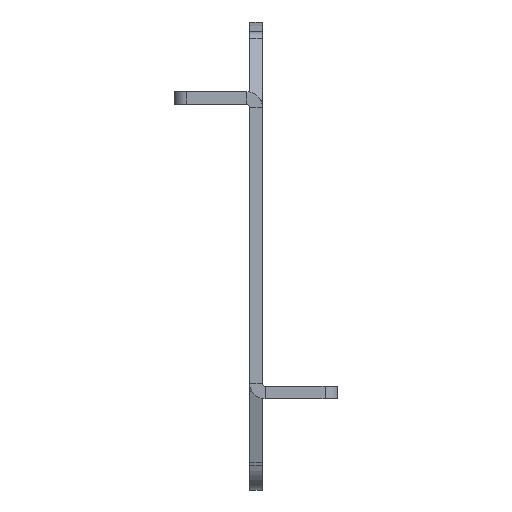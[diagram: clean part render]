
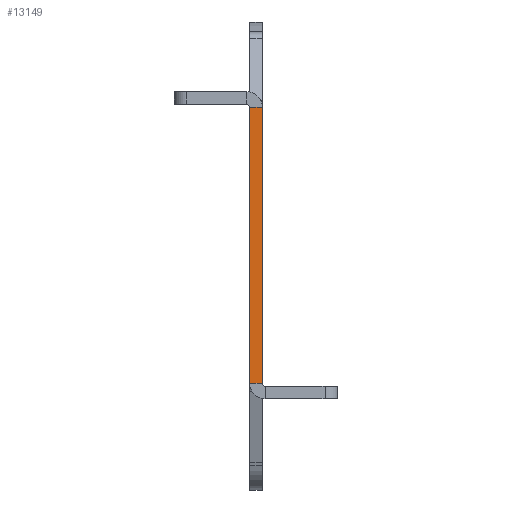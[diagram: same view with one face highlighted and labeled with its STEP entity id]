
A CAD part, left-side view. The second image highlights one B-rep face of the part: STEP entity #13149.
In plain terms, the highlighted planar face has unit normal (-1, 0, 0).
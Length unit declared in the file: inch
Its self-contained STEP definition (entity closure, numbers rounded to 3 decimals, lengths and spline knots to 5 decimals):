
#499 = CARTESIAN_POINT ( 'NONE',  ( 0., 0.125, 0. ) ) ;
#885 = ORIENTED_EDGE ( 'NONE', *, *, #12739, .T. ) ;
#1117 = DIRECTION ( 'NONE',  ( 1., 0., 0. ) ) ;
#1802 = VERTEX_POINT ( 'NONE', #11951 ) ;
#2526 = CARTESIAN_POINT ( 'NONE',  ( 0., 0.125, -2.75 ) ) ;
#2548 = LINE ( 'NONE', #9476, #11015 ) ;
#3336 = EDGE_CURVE ( 'NONE', #11331, #8863, #2548, .T. ) ;
#3441 = PLANE ( 'NONE',  #3583 ) ;
#3524 = CARTESIAN_POINT ( 'NONE',  ( 0., 0., -2.75 ) ) ;
#3583 = AXIS2_PLACEMENT_3D ( 'NONE', #10429, #1117, #11256 ) ;
#3659 = VECTOR ( 'NONE', #8480, 39.37008 ) ;
#4430 = DIRECTION ( 'NONE',  ( 0., 1., 0. ) ) ;
#5712 = VECTOR ( 'NONE', #8589, 39.37008 ) ;
#5772 = CARTESIAN_POINT ( 'NONE',  ( 0., 0., 0. ) ) ;
#6006 = ORIENTED_EDGE ( 'NONE', *, *, #11263, .F. ) ;
#6134 = EDGE_LOOP ( 'NONE', ( #6006, #12512, #885, #7707 ) ) ;
#6288 = CARTESIAN_POINT ( 'NONE',  ( 0., 0.125, 0. ) ) ;
#7290 = LINE ( 'NONE', #499, #3659 ) ;
#7707 = ORIENTED_EDGE ( 'NONE', *, *, #10609, .F. ) ;
#8480 = DIRECTION ( 'NONE',  ( 0., 0., 1. ) ) ;
#8589 = DIRECTION ( 'NONE',  ( 0., 1., 0. ) ) ;
#8754 = LINE ( 'NONE', #14635, #10107 ) ;
#8863 = VERTEX_POINT ( 'NONE', #5772 ) ;
#9476 = CARTESIAN_POINT ( 'NONE',  ( 0., 0., -2.75 ) ) ;
#10107 = VECTOR ( 'NONE', #4430, 39.37008 ) ;
#10213 = FACE_OUTER_BOUND ( 'NONE', #6134, .T. ) ;
#10429 = CARTESIAN_POINT ( 'NONE',  ( 0., 0.125, 0. ) ) ;
#10609 = EDGE_CURVE ( 'NONE', #11810, #1802, #7290, .T. ) ;
#11015 = VECTOR ( 'NONE', #13724, 39.37008 ) ;
#11256 = DIRECTION ( 'NONE',  ( 0., 1., 0. ) ) ;
#11263 = EDGE_CURVE ( 'NONE', #11331, #11810, #8754, .T. ) ;
#11331 = VERTEX_POINT ( 'NONE', #3524 ) ;
#11810 = VERTEX_POINT ( 'NONE', #2526 ) ;
#11951 = CARTESIAN_POINT ( 'NONE',  ( 0., 0.125, 0. ) ) ;
#12512 = ORIENTED_EDGE ( 'NONE', *, *, #3336, .T. ) ;
#12615 = LINE ( 'NONE', #6288, #5712 ) ;
#12739 = EDGE_CURVE ( 'NONE', #8863, #1802, #12615, .T. ) ;
#13149 = ADVANCED_FACE ( 'NONE', ( #10213 ), #3441, .F. ) ;
#13724 = DIRECTION ( 'NONE',  ( 0., 0., 1. ) ) ;
#14635 = CARTESIAN_POINT ( 'NONE',  ( 0., 0.125, -2.75 ) ) ;
